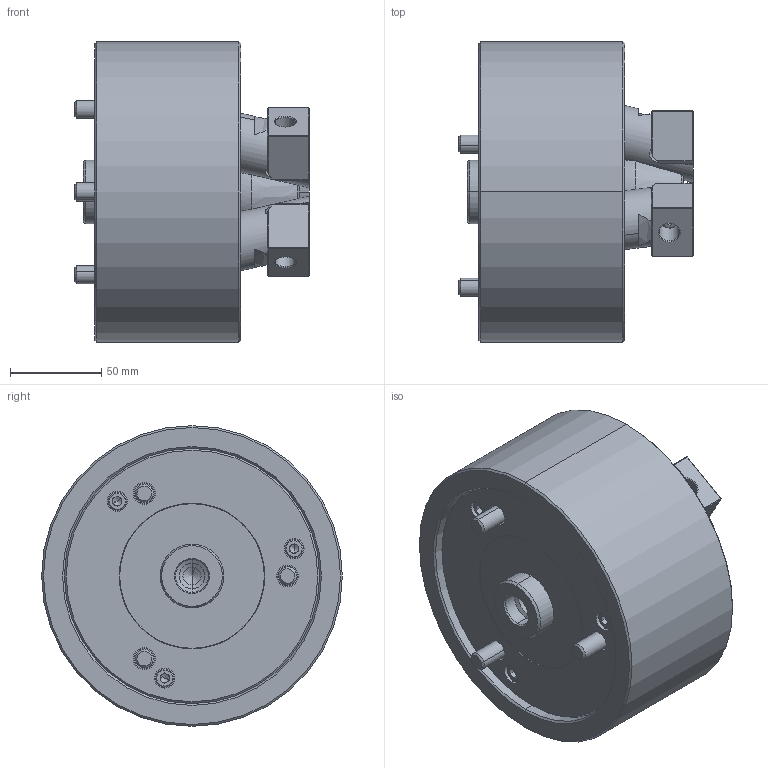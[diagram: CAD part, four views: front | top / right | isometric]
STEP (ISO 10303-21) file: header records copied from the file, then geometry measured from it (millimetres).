
FILE_DESCRIPTION (( 'STEP AP203' ), '1' );
FILE_NAME ('3E-06.STEP', '2017-09-13T01:21:15', ( 'temp' ), ( '' ), 'SwSTEP 2.0', 'SolidWorks 2016', '' );
FILE_SCHEMA (( 'CONFIG_CONTROL_DESIGN' ));
Length unit declared in the file: millimetre
Products named in the file (9): 3E-06-05010; 圓頭內六角螺栓_M6x12; 圓頭內六角螺栓_M10x80; 圓頭內六角螺栓_M6x14; 3E-06-01010; 3E-06; 3E-06-02000; 3E-06-03010; 3E-06-04000
Assembly tree (18 placements, depth 2):
  3E-06
    3E-06-01010
    3E-06-02000
    3E-06-03010  x3
    3E-06-04000
    3E-06-05010  x3
    圓頭內六角螺栓_M6x12  x3
    圓頭內六角螺栓_M10x80  x3
    圓頭內六角螺栓_M6x14  x3
Bounding box: 128.5 x 165 x 165 mm (x, y, z)
Volume: 1547370.1 mm3; surface area: 223420.7 mm2
Topology: 18 solids, 18 shells, 541 faces, 1261 edges, 747 vertices
Faces by surface type: plane 226, cylinder 165, cone 140, torus 10
Entity records: 10136 total; most frequent: CARTESIAN_POINT 2013, DIRECTION 1537, ORIENTED_EDGE 1362, EDGE_CURVE 681, AXIS2_PLACEMENT_3D 619, VERTEX_POINT 423, EDGE_LOOP 360, FACE_OUTER_BOUND 301
